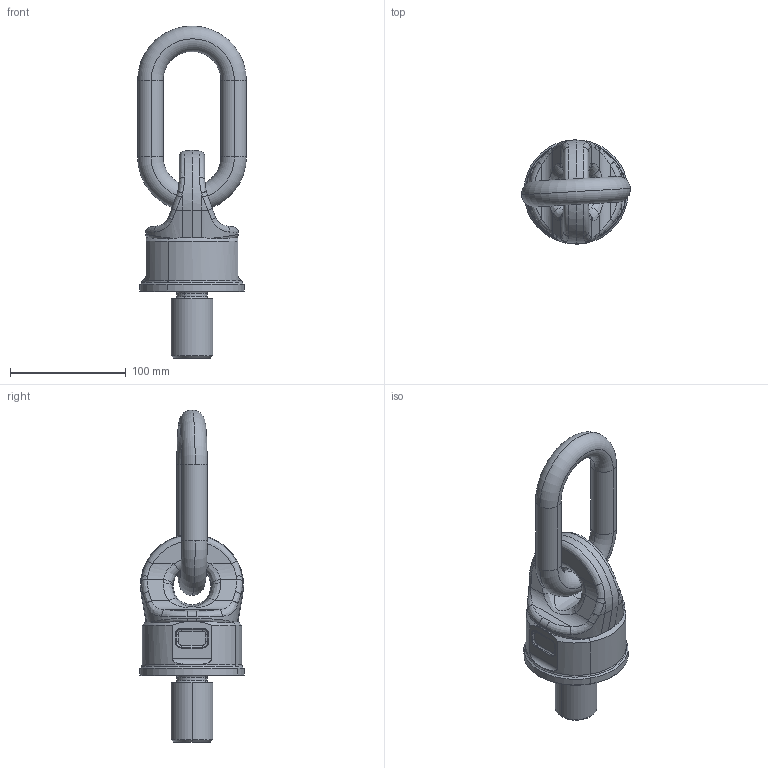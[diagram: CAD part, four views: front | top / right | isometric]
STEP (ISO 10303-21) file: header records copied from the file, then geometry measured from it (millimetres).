
FILE_DESCRIPTION(('CATIA V5 STEP Exchange'),'2;1');
FILE_NAME('8-272-080.stp','2017-06-16T07:40:37+00:00',('none'),('none'),'CATIA Version 5 Release 21 GA (IN-10)','CATIA V5 STEP AP203','none');
FILE_SCHEMA(('CONFIG_CONTROL_DESIGN'));
Length unit declared in the file: millimetre
Products named in the file (1): 8-272-080
Bounding box: 93.84 x 89.97 x 286.51 mm (x, y, z)
Volume: 619232.5 mm3; surface area: 69883.1 mm2
Topology: 2 solids, 2 shells, 163 faces, 385 edges, 227 vertices
Faces by surface type: bspline 50, cylinder 36, torus 33, plane 26, cone 18
Entity records: 8366 total; most frequent: CARTESIAN_POINT 5144, ORIENTED_EDGE 770, DIRECTION 428, EDGE_CURVE 385, AXIS2_PLACEMENT_3D 236, VERTEX_POINT 227, EDGE_LOOP 168, ADVANCED_FACE 163
